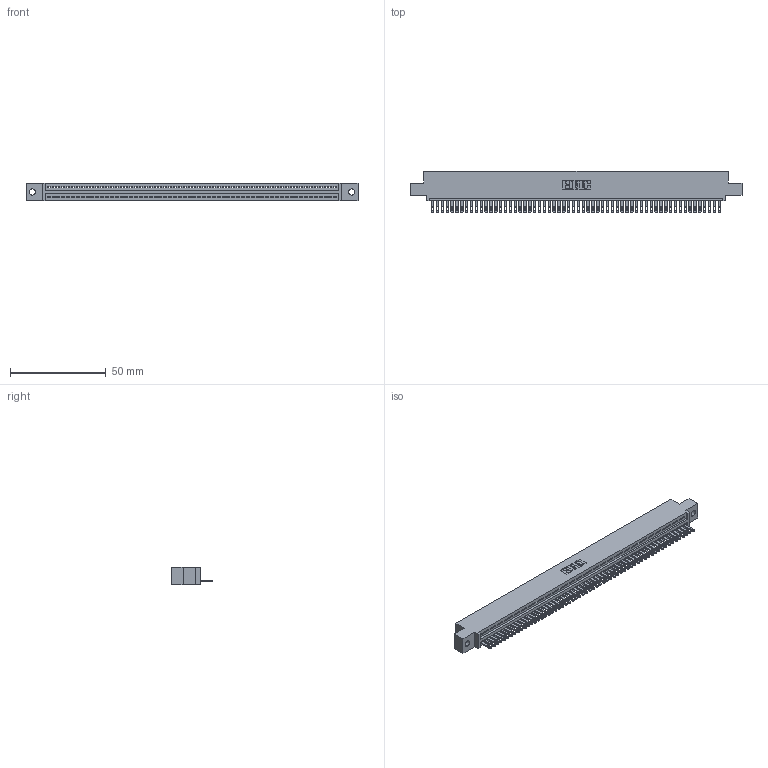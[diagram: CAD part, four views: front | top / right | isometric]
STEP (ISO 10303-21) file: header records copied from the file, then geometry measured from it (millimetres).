
FILE_DESCRIPTION (( 'STEP AP203' ), '1' );
FILE_NAME ('345-060-500-402.STEP', '2018-09-26T22:21:43', ( '' ), ( '' ), 'SwSTEP 2.0', 'SolidWorks 2016', '' );
FILE_SCHEMA (( 'CONFIG_CONTROL_DESIGN' ));
Length unit declared in the file: inch
Products named in the file (3): 345 Part_0.110 Offset - 0.128 Dia; 345-060-500-402; 345-292-001_345-293-100
Assembly tree (61 placements, depth 2):
  345-060-500-402
    345 Part_0.110 Offset - 0.128 Dia
    345-292-001_345-293-100  x60
Bounding box: 173.61 x 21.51 x 9.4 mm (x, y, z)
Volume: 16564.1 mm3; surface area: 22201.9 mm2
Topology: 61 solids, 61 shells, 3370 faces, 10433 edges, 6954 vertices
Faces by surface type: plane 2124, cylinder 1246
Entity records: 42799 total; most frequent: CARTESIAN_POINT 7420, ORIENTED_EDGE 7414, DIRECTION 6455, EDGE_CURVE 3707, VECTOR 3331, LINE 3331, VERTEX_POINT 2470, AXIS2_PLACEMENT_3D 1562
